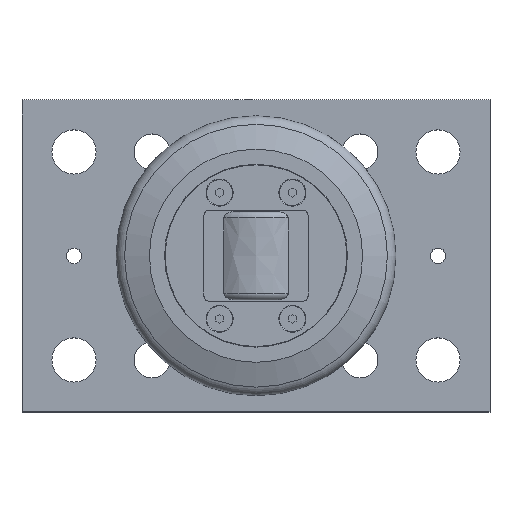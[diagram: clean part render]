
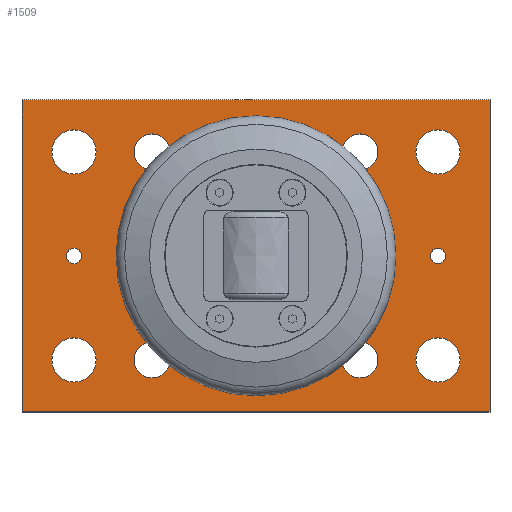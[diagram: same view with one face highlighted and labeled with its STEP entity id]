
A CAD part, top view. The second image highlights one B-rep face of the part: STEP entity #1509.
In plain terms, the highlighted planar face has unit normal (0, 0, 1).
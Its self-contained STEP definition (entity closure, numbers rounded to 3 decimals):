
#60=FACE_BOUND('',#296,.T.);
#61=FACE_BOUND('',#297,.T.);
#62=FACE_BOUND('',#298,.T.);
#63=FACE_BOUND('',#299,.T.);
#64=FACE_BOUND('',#300,.T.);
#65=FACE_BOUND('',#301,.T.);
#66=FACE_BOUND('',#302,.T.);
#67=FACE_BOUND('',#303,.T.);
#68=FACE_BOUND('',#304,.T.);
#69=FACE_BOUND('',#305,.T.);
#70=FACE_BOUND('',#306,.T.);
#122=CIRCLE('',#1644,35.);
#123=CIRCLE('',#1646,6.918);
#124=CIRCLE('',#1647,6.918);
#125=CIRCLE('',#1648,6.918);
#126=CIRCLE('',#1649,6.918);
#127=CIRCLE('',#1650,6.918);
#128=CIRCLE('',#1651,6.918);
#129=CIRCLE('',#1652,6.918);
#130=CIRCLE('',#1653,6.918);
#131=CIRCLE('',#1654,8.5);
#132=CIRCLE('',#1655,8.5);
#133=CIRCLE('',#1656,8.5);
#134=CIRCLE('',#1657,8.5);
#135=CIRCLE('',#1658,3.);
#136=CIRCLE('',#1659,3.);
#207=FACE_OUTER_BOUND('',#295,.T.);
#295=EDGE_LOOP('',(#1155,#1156,#1157,#1158));
#296=EDGE_LOOP('',(#1159,#1160));
#297=EDGE_LOOP('',(#1161,#1162));
#298=EDGE_LOOP('',(#1163,#1164));
#299=EDGE_LOOP('',(#1165,#1166));
#300=EDGE_LOOP('',(#1167));
#301=EDGE_LOOP('',(#1168));
#302=EDGE_LOOP('',(#1169));
#303=EDGE_LOOP('',(#1170));
#304=EDGE_LOOP('',(#1171));
#305=EDGE_LOOP('',(#1172));
#306=EDGE_LOOP('',(#1173));
#435=LINE('',#2430,#561);
#436=LINE('',#2432,#562);
#437=LINE('',#2434,#563);
#438=LINE('',#2435,#564);
#561=VECTOR('',#1942,10.);
#562=VECTOR('',#1943,10.);
#563=VECTOR('',#1944,10.);
#564=VECTOR('',#1945,10.);
#692=VERTEX_POINT('',#2424);
#693=VERTEX_POINT('',#2428);
#694=VERTEX_POINT('',#2429);
#695=VERTEX_POINT('',#2431);
#696=VERTEX_POINT('',#2433);
#697=VERTEX_POINT('',#2436);
#698=VERTEX_POINT('',#2437);
#699=VERTEX_POINT('',#2440);
#700=VERTEX_POINT('',#2441);
#701=VERTEX_POINT('',#2444);
#702=VERTEX_POINT('',#2445);
#703=VERTEX_POINT('',#2448);
#704=VERTEX_POINT('',#2449);
#705=VERTEX_POINT('',#2452);
#706=VERTEX_POINT('',#2454);
#707=VERTEX_POINT('',#2456);
#708=VERTEX_POINT('',#2458);
#709=VERTEX_POINT('',#2460);
#710=VERTEX_POINT('',#2462);
#870=EDGE_CURVE('',#692,#692,#122,.T.);
#871=EDGE_CURVE('',#693,#694,#435,.T.);
#872=EDGE_CURVE('',#695,#693,#436,.T.);
#873=EDGE_CURVE('',#696,#695,#437,.T.);
#874=EDGE_CURVE('',#694,#696,#438,.T.);
#875=EDGE_CURVE('',#697,#698,#123,.T.);
#876=EDGE_CURVE('',#698,#697,#124,.T.);
#877=EDGE_CURVE('',#699,#700,#125,.T.);
#878=EDGE_CURVE('',#700,#699,#126,.T.);
#879=EDGE_CURVE('',#701,#702,#127,.T.);
#880=EDGE_CURVE('',#702,#701,#128,.T.);
#881=EDGE_CURVE('',#703,#704,#129,.T.);
#882=EDGE_CURVE('',#704,#703,#130,.T.);
#883=EDGE_CURVE('',#705,#705,#131,.T.);
#884=EDGE_CURVE('',#706,#706,#132,.T.);
#885=EDGE_CURVE('',#707,#707,#133,.T.);
#886=EDGE_CURVE('',#708,#708,#134,.T.);
#887=EDGE_CURVE('',#709,#709,#135,.T.);
#888=EDGE_CURVE('',#710,#710,#136,.T.);
#1155=ORIENTED_EDGE('',*,*,#871,.F.);
#1156=ORIENTED_EDGE('',*,*,#872,.F.);
#1157=ORIENTED_EDGE('',*,*,#873,.F.);
#1158=ORIENTED_EDGE('',*,*,#874,.F.);
#1159=ORIENTED_EDGE('',*,*,#875,.T.);
#1160=ORIENTED_EDGE('',*,*,#876,.T.);
#1161=ORIENTED_EDGE('',*,*,#877,.T.);
#1162=ORIENTED_EDGE('',*,*,#878,.T.);
#1163=ORIENTED_EDGE('',*,*,#879,.T.);
#1164=ORIENTED_EDGE('',*,*,#880,.T.);
#1165=ORIENTED_EDGE('',*,*,#881,.T.);
#1166=ORIENTED_EDGE('',*,*,#882,.T.);
#1167=ORIENTED_EDGE('',*,*,#883,.T.);
#1168=ORIENTED_EDGE('',*,*,#884,.T.);
#1169=ORIENTED_EDGE('',*,*,#885,.T.);
#1170=ORIENTED_EDGE('',*,*,#886,.T.);
#1171=ORIENTED_EDGE('',*,*,#887,.T.);
#1172=ORIENTED_EDGE('',*,*,#888,.T.);
#1173=ORIENTED_EDGE('',*,*,#870,.T.);
#1450=PLANE('',#1645);
#1509=ADVANCED_FACE('',(#207,#60,#61,#62,#63,#64,#65,#66,#67,#68,#69,#70),
#1450,.T.);
#1644=AXIS2_PLACEMENT_3D('',#2426,#1938,#1939);
#1645=AXIS2_PLACEMENT_3D('',#2427,#1940,#1941);
#1646=AXIS2_PLACEMENT_3D('',#2438,#1946,#1947);
#1647=AXIS2_PLACEMENT_3D('',#2439,#1948,#1949);
#1648=AXIS2_PLACEMENT_3D('',#2442,#1950,#1951);
#1649=AXIS2_PLACEMENT_3D('',#2443,#1952,#1953);
#1650=AXIS2_PLACEMENT_3D('',#2446,#1954,#1955);
#1651=AXIS2_PLACEMENT_3D('',#2447,#1956,#1957);
#1652=AXIS2_PLACEMENT_3D('',#2450,#1958,#1959);
#1653=AXIS2_PLACEMENT_3D('',#2451,#1960,#1961);
#1654=AXIS2_PLACEMENT_3D('',#2453,#1962,#1963);
#1655=AXIS2_PLACEMENT_3D('',#2455,#1964,#1965);
#1656=AXIS2_PLACEMENT_3D('',#2457,#1966,#1967);
#1657=AXIS2_PLACEMENT_3D('',#2459,#1968,#1969);
#1658=AXIS2_PLACEMENT_3D('',#2461,#1970,#1971);
#1659=AXIS2_PLACEMENT_3D('',#2463,#1972,#1973);
#1938=DIRECTION('center_axis',(0.,0.,-1.));
#1939=DIRECTION('ref_axis',(0.,-1.,0.));
#1940=DIRECTION('center_axis',(0.,0.,1.));
#1941=DIRECTION('ref_axis',(1.,0.,0.));
#1942=DIRECTION('',(0.,1.,0.));
#1943=DIRECTION('',(-1.,0.,0.));
#1944=DIRECTION('',(0.,-1.,0.));
#1945=DIRECTION('',(1.,0.,0.));
#1946=DIRECTION('center_axis',(0.,0.,-1.));
#1947=DIRECTION('ref_axis',(1.,0.,0.));
#1948=DIRECTION('center_axis',(0.,0.,-1.));
#1949=DIRECTION('ref_axis',(1.,0.,0.));
#1950=DIRECTION('center_axis',(0.,0.,-1.));
#1951=DIRECTION('ref_axis',(1.,0.,0.));
#1952=DIRECTION('center_axis',(0.,0.,-1.));
#1953=DIRECTION('ref_axis',(1.,0.,0.));
#1954=DIRECTION('center_axis',(0.,0.,-1.));
#1955=DIRECTION('ref_axis',(1.,0.,0.));
#1956=DIRECTION('center_axis',(0.,0.,-1.));
#1957=DIRECTION('ref_axis',(1.,0.,0.));
#1958=DIRECTION('center_axis',(0.,0.,-1.));
#1959=DIRECTION('ref_axis',(1.,0.,0.));
#1960=DIRECTION('center_axis',(0.,0.,-1.));
#1961=DIRECTION('ref_axis',(1.,0.,0.));
#1962=DIRECTION('center_axis',(0.,0.,-1.));
#1963=DIRECTION('ref_axis',(-1.,0.,0.));
#1964=DIRECTION('center_axis',(0.,0.,-1.));
#1965=DIRECTION('ref_axis',(-1.,0.,0.));
#1966=DIRECTION('center_axis',(0.,0.,-1.));
#1967=DIRECTION('ref_axis',(-1.,0.,0.));
#1968=DIRECTION('center_axis',(0.,0.,-1.));
#1969=DIRECTION('ref_axis',(-1.,0.,0.));
#1970=DIRECTION('center_axis',(0.,0.,-1.));
#1971=DIRECTION('ref_axis',(-1.,0.,0.));
#1972=DIRECTION('center_axis',(0.,0.,-1.));
#1973=DIRECTION('ref_axis',(-1.,0.,0.));
#2424=CARTESIAN_POINT('',(90.,95.,20.));
#2426=CARTESIAN_POINT('Origin',(90.,60.,20.));
#2427=CARTESIAN_POINT('Origin',(90.,60.,20.));
#2428=CARTESIAN_POINT('',(0.,0.,20.));
#2429=CARTESIAN_POINT('',(0.,120.,20.));
#2430=CARTESIAN_POINT('',(0.,120.,20.));
#2431=CARTESIAN_POINT('',(180.,0.,20.));
#2432=CARTESIAN_POINT('',(0.,0.,20.));
#2433=CARTESIAN_POINT('',(180.,120.,20.));
#2434=CARTESIAN_POINT('',(180.,0.,20.));
#2435=CARTESIAN_POINT('',(180.,120.,20.));
#2436=CARTESIAN_POINT('',(56.918,20.,20.));
#2437=CARTESIAN_POINT('',(43.083,20.,20.));
#2438=CARTESIAN_POINT('Origin',(50.,20.,20.));
#2439=CARTESIAN_POINT('Origin',(50.,20.,20.));
#2440=CARTESIAN_POINT('',(136.918,20.,20.));
#2441=CARTESIAN_POINT('',(123.083,20.,20.));
#2442=CARTESIAN_POINT('Origin',(130.,20.,20.));
#2443=CARTESIAN_POINT('Origin',(130.,20.,20.));
#2444=CARTESIAN_POINT('',(136.918,100.,20.));
#2445=CARTESIAN_POINT('',(123.083,100.,20.));
#2446=CARTESIAN_POINT('Origin',(130.,100.,20.));
#2447=CARTESIAN_POINT('Origin',(130.,100.,20.));
#2448=CARTESIAN_POINT('',(56.918,100.,20.));
#2449=CARTESIAN_POINT('',(43.083,100.,20.));
#2450=CARTESIAN_POINT('Origin',(50.,100.,20.));
#2451=CARTESIAN_POINT('Origin',(50.,100.,20.));
#2452=CARTESIAN_POINT('',(28.5,20.,20.));
#2453=CARTESIAN_POINT('Origin',(20.,20.,20.));
#2454=CARTESIAN_POINT('',(28.5,100.,20.));
#2455=CARTESIAN_POINT('Origin',(20.,100.,20.));
#2456=CARTESIAN_POINT('',(168.5,20.,20.));
#2457=CARTESIAN_POINT('Origin',(160.,20.,20.));
#2458=CARTESIAN_POINT('',(168.5,100.,20.));
#2459=CARTESIAN_POINT('Origin',(160.,100.,20.));
#2460=CARTESIAN_POINT('',(163.,60.,20.));
#2461=CARTESIAN_POINT('Origin',(160.,60.,20.));
#2462=CARTESIAN_POINT('',(23.,60.,20.));
#2463=CARTESIAN_POINT('Origin',(20.,60.,20.));
